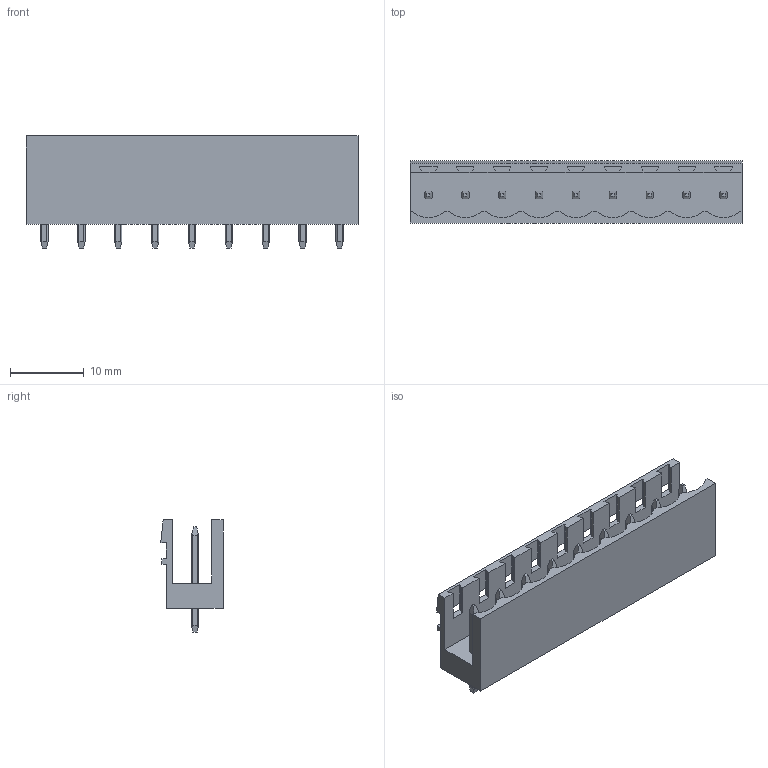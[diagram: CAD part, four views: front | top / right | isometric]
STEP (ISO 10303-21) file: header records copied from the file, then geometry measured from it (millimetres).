
FILE_DESCRIPTION(('CATIA V5 STEP Exchange','CAx-IF Rec.Pracs.--- Model Styling and Organization---1.2---2011-12-15'),'2;1');
FILE_NAME ('D1457117_0_1840990000_1840990000.stp','2018-11-20T03:38:42+00:00',('none'),('Weidmueller'),'CATIA Version 5-6 Release 2014','CATIA V5 STEP AP214','none');
FILE_SCHEMA(('AUTOMOTIVE_DESIGN { 1 0 10303 214 1 1 1 1 }'));
Length unit declared in the file: millimetre
Products named in the file (1): 1840990000
Bounding box: 45 x 8.43 x 15.2 mm (x, y, z)
Volume: 2047.6 mm3; surface area: 3369.5 mm2
Topology: 10 solids, 10 shells, 343 faces, 1029 edges, 688 vertices
Faces by surface type: plane 260, cylinder 83
Entity records: 10785 total; most frequent: CARTESIAN_POINT 2423, ORIENTED_EDGE 2058, DIRECTION 1215, EDGE_CURVE 1029, VECTOR 719, LINE 719, VERTEX_POINT 688, EDGE_LOOP 361
